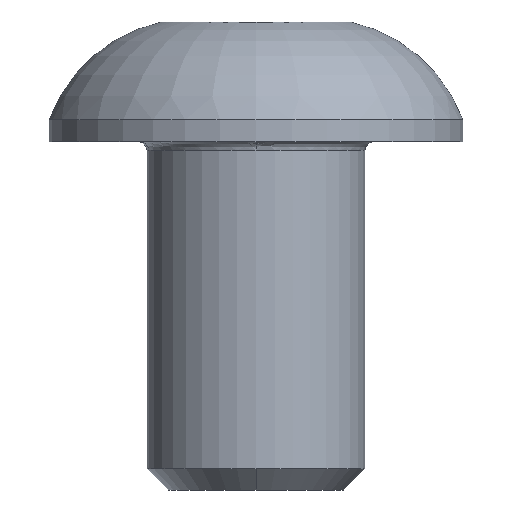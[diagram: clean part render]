
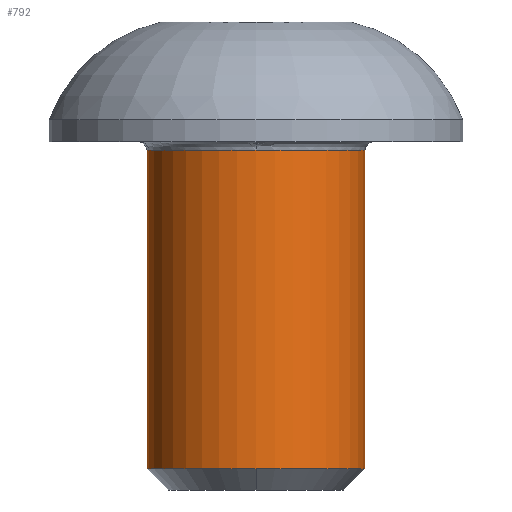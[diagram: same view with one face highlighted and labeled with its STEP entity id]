
A CAD part, front view. The second image highlights one B-rep face of the part: STEP entity #792.
In plain terms, the highlighted cylindrical face has radius 2.5 mm (diameter 5 mm), a partial arc.
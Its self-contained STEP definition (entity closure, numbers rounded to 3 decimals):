
#9 = EDGE_CURVE ( 'NONE', #159, #718, #31, .T. ) ;
#16 = VERTEX_POINT ( 'NONE', #495 ) ;
#21 = EDGE_CURVE ( 'NONE', #16, #262, #227, .T. ) ;
#26 = CARTESIAN_POINT ( 'NONE',  ( 0., 0., -3.855 ) ) ;
#27 = CIRCLE ( 'NONE', #680, 2.5 ) ;
#31 = CIRCLE ( 'NONE', #429, 2.5 ) ;
#32 = DIRECTION ( 'NONE',  ( 0., 0., -1. ) ) ;
#57 = VERTEX_POINT ( 'NONE', #506 ) ;
#61 = CARTESIAN_POINT ( 'NONE',  ( 0., 0., -0.2 ) ) ;
#79 = DIRECTION ( 'NONE',  ( 0., 0., -1. ) ) ;
#80 = CARTESIAN_POINT ( 'NONE',  ( -2.5, 0., -0.2 ) ) ;
#83 = ORIENTED_EDGE ( 'NONE', *, *, #741, .F. ) ;
#114 = AXIS2_PLACEMENT_3D ( 'NONE', #760, #621, #747 ) ;
#118 = LINE ( 'NONE', #773, #795 ) ;
#139 = DIRECTION ( 'NONE',  ( 0., 0., -1. ) ) ;
#143 = EDGE_CURVE ( 'NONE', #672, #16, #694, .T. ) ;
#159 = VERTEX_POINT ( 'NONE', #368 ) ;
#176 = ORIENTED_EDGE ( 'NONE', *, *, #9, .T. ) ;
#186 = DIRECTION ( 'NONE',  ( 0., 0., -1. ) ) ;
#227 = CIRCLE ( 'NONE', #477, 2.5 ) ;
#231 = CYLINDRICAL_SURFACE ( 'NONE', #688, 2.5 ) ;
#260 = EDGE_CURVE ( 'NONE', #57, #159, #27, .T. ) ;
#262 = VERTEX_POINT ( 'NONE', #80 ) ;
#306 = DIRECTION ( 'NONE',  ( 0., 0., 1. ) ) ;
#319 = EDGE_CURVE ( 'NONE', #262, #57, #777, .T. ) ;
#327 = DIRECTION ( 'NONE',  ( -1., 0., 0. ) ) ;
#340 = FACE_OUTER_BOUND ( 'NONE', #653, .T. ) ;
#368 = CARTESIAN_POINT ( 'NONE',  ( 0., -2.5, -7.509 ) ) ;
#373 = CARTESIAN_POINT ( 'NONE',  ( 2.5, 0., -0.2 ) ) ;
#420 = ORIENTED_EDGE ( 'NONE', *, *, #21, .T. ) ;
#429 = AXIS2_PLACEMENT_3D ( 'NONE', #549, #306, #499 ) ;
#454 = DIRECTION ( 'NONE',  ( -1., 0., 0. ) ) ;
#477 = AXIS2_PLACEMENT_3D ( 'NONE', #61, #186, #497 ) ;
#489 = ORIENTED_EDGE ( 'NONE', *, *, #260, .T. ) ;
#495 = CARTESIAN_POINT ( 'NONE',  ( 0., -2.5, -0.2 ) ) ;
#497 = DIRECTION ( 'NONE',  ( -1., 0., 0. ) ) ;
#499 = DIRECTION ( 'NONE',  ( -1., 0., 0. ) ) ;
#506 = CARTESIAN_POINT ( 'NONE',  ( -2.5, 0., -7.509 ) ) ;
#546 = ORIENTED_EDGE ( 'NONE', *, *, #143, .T. ) ;
#549 = CARTESIAN_POINT ( 'NONE',  ( 0., 0., -7.509 ) ) ;
#577 = CARTESIAN_POINT ( 'NONE',  ( 2.5, 0., -7.509 ) ) ;
#591 = ORIENTED_EDGE ( 'NONE', *, *, #319, .T. ) ;
#621 = DIRECTION ( 'NONE',  ( 0., 0., -1. ) ) ;
#653 = EDGE_LOOP ( 'NONE', ( #83, #546, #420, #591, #489, #176 ) ) ;
#672 = VERTEX_POINT ( 'NONE', #373 ) ;
#680 = AXIS2_PLACEMENT_3D ( 'NONE', #764, #776, #327 ) ;
#688 = AXIS2_PLACEMENT_3D ( 'NONE', #26, #32, #454 ) ;
#694 = CIRCLE ( 'NONE', #114, 2.5 ) ;
#698 = CARTESIAN_POINT ( 'NONE',  ( -2.5, 0., -3.855 ) ) ;
#718 = VERTEX_POINT ( 'NONE', #577 ) ;
#741 = EDGE_CURVE ( 'NONE', #672, #718, #118, .T. ) ;
#742 = VECTOR ( 'NONE', #139, 1000. ) ;
#747 = DIRECTION ( 'NONE',  ( -1., 0., 0. ) ) ;
#760 = CARTESIAN_POINT ( 'NONE',  ( 0., 0., -0.2 ) ) ;
#764 = CARTESIAN_POINT ( 'NONE',  ( 0., 0., -7.509 ) ) ;
#773 = CARTESIAN_POINT ( 'NONE',  ( 2.5, 0., -3.855 ) ) ;
#776 = DIRECTION ( 'NONE',  ( 0., 0., 1. ) ) ;
#777 = LINE ( 'NONE', #698, #742 ) ;
#792 = ADVANCED_FACE ( 'NONE', ( #340 ), #231, .T. ) ;
#795 = VECTOR ( 'NONE', #79, 1000. ) ;
